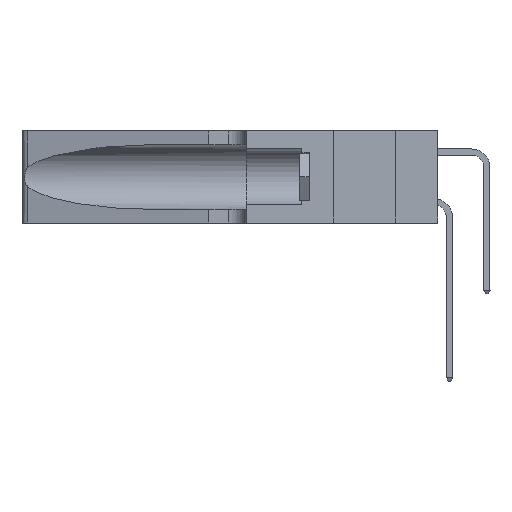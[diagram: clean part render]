
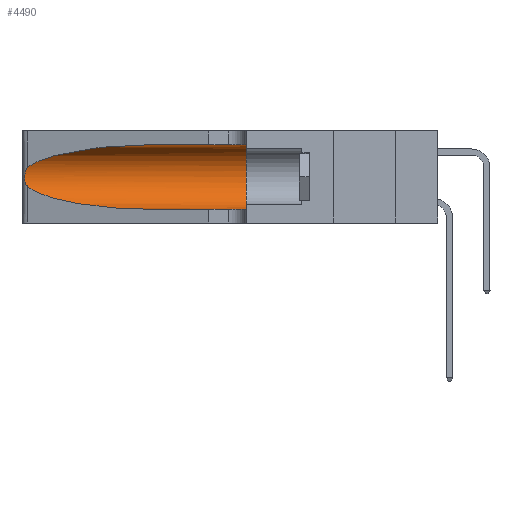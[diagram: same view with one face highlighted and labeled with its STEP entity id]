
A CAD part, left-side view. The second image highlights one B-rep face of the part: STEP entity #4490.
In plain terms, the highlighted cylindrical face has radius 3.308 mm (diameter 6.617 mm), a partial arc.
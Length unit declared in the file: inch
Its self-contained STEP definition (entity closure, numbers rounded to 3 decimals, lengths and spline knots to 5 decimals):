
#309 =( BOUNDED_CURVE ( )  B_SPLINE_CURVE ( 3, ( #5951, #12665, #27887, #14903 ),
 .UNSPECIFIED., .F., .F. ) 
 B_SPLINE_CURVE_WITH_KNOTS ( ( 4, 4 ),
 ( 1.5708, 2.84003 ),
 .UNSPECIFIED. ) 
 CURVE ( )  GEOMETRIC_REPRESENTATION_ITEM ( )  RATIONAL_B_SPLINE_CURVE ( ( 1., 0.87, 0.87, 1. ) ) 
 REPRESENTATION_ITEM ( '' )  );
#439 = EDGE_CURVE ( 'NONE', #3420, #9046, #1206, .T. ) ;
#665 =( BOUNDED_CURVE ( )  B_SPLINE_CURVE ( 3, ( #11591, #24638, #16012, #2699 ),
 .UNSPECIFIED., .F., .F. ) 
 B_SPLINE_CURVE_WITH_KNOTS ( ( 4, 4 ),
 ( 3.44316, 4.71239 ),
 .UNSPECIFIED. ) 
 CURVE ( )  GEOMETRIC_REPRESENTATION_ITEM ( )  RATIONAL_B_SPLINE_CURVE ( ( 1., 0.87, 0.87, 1. ) ) 
 REPRESENTATION_ITEM ( '' )  );
#1125 = EDGE_CURVE ( 'NONE', #11881, #2997, #7061, .T. ) ;
#1196 = ORIENTED_EDGE ( 'NONE', *, *, #1125, .F. ) ;
#1206 = B_SPLINE_CURVE_WITH_KNOTS ( 'NONE', 3,
 ( #21387, #15736, #11805, #28269, #26176, #7420, #27591, #17886, #9586, #10133, #25379, #12339, #7972, #3573 ),
 .UNSPECIFIED., .F., .F.,
 ( 4, 2, 2, 2, 2, 2, 4 ),
 ( 0., 0.00027, 0.00053, 0.00107, 0.0016, 0.00187, 0.00214 ),
 .UNSPECIFIED. ) ;
#1621 = VECTOR ( 'NONE', #1750, 39.37008 ) ;
#1750 = DIRECTION ( 'NONE',  ( 0., -1., 0. ) ) ;
#2646 = EDGE_LOOP ( 'NONE', ( #9035, #4478, #19528, #14502, #1196, #27475 ) ) ;
#2699 = CARTESIAN_POINT ( 'NONE',  ( 0.1305, 0.72297, 0.05475 ) ) ;
#2997 = VERTEX_POINT ( 'NONE', #20740 ) ;
#3420 = VERTEX_POINT ( 'NONE', #24547 ) ;
#3573 = CARTESIAN_POINT ( 'NONE',  ( 0.25487, 1.22718, 0.14631 ) ) ;
#4478 = ORIENTED_EDGE ( 'NONE', *, *, #439, .T. ) ;
#4490 = ADVANCED_FACE ( 'NONE', ( #5795 ), #10354, .F. ) ;
#4618 = VERTEX_POINT ( 'NONE', #12976 ) ;
#5497 = EDGE_CURVE ( 'NONE', #9046, #4618, #665, .T. ) ;
#5795 = FACE_OUTER_BOUND ( 'NONE', #2646, .T. ) ;
#5943 = LINE ( 'NONE', #10442, #17060 ) ;
#5951 = CARTESIAN_POINT ( 'NONE',  ( 0.1305, 0.72297, 0.31525 ) ) ;
#7061 = CIRCLE ( 'NONE', #22408, 0.13025 ) ;
#7420 = CARTESIAN_POINT ( 'NONE',  ( 0.26018, 1.23835, 0.19895 ) ) ;
#7587 = LINE ( 'NONE', #15105, #1621 ) ;
#7972 = CARTESIAN_POINT ( 'NONE',  ( 0.25555, 1.22993, 0.14849 ) ) ;
#8239 = EDGE_CURVE ( 'NONE', #26780, #3420, #309, .T. ) ;
#8330 = DIRECTION ( 'NONE',  ( 0., -1., 0. ) ) ;
#9035 = ORIENTED_EDGE ( 'NONE', *, *, #8239, .T. ) ;
#9046 = VERTEX_POINT ( 'NONE', #13184 ) ;
#9586 = CARTESIAN_POINT ( 'NONE',  ( 0.26017, 1.23833, 0.17102 ) ) ;
#9666 = EDGE_CURVE ( 'NONE', #4618, #2997, #7587, .T. ) ;
#10133 = CARTESIAN_POINT ( 'NONE',  ( 0.25856, 1.23593, 0.16098 ) ) ;
#10354 = CYLINDRICAL_SURFACE ( 'NONE', #22826, 0.13025 ) ;
#10442 = CARTESIAN_POINT ( 'NONE',  ( 0.1305, 1.61858, 0.31525 ) ) ;
#11591 = CARTESIAN_POINT ( 'NONE',  ( 0.25487, 1.22718, 0.14631 ) ) ;
#11805 = CARTESIAN_POINT ( 'NONE',  ( 0.25639, 1.23184, 0.21858 ) ) ;
#11881 = VERTEX_POINT ( 'NONE', #16238 ) ;
#12339 = CARTESIAN_POINT ( 'NONE',  ( 0.25639, 1.23186, 0.15144 ) ) ;
#12504 = DIRECTION ( 'NONE',  ( 0., 1., 0. ) ) ;
#12530 = DIRECTION ( 'NONE',  ( 0., 0., 1. ) ) ;
#12665 = CARTESIAN_POINT ( 'NONE',  ( 0.18966, 0.96281, 0.31525 ) ) ;
#12976 = CARTESIAN_POINT ( 'NONE',  ( 0.1305, 0.72297, 0.05475 ) ) ;
#13184 = CARTESIAN_POINT ( 'NONE',  ( 0.25487, 1.22718, 0.14631 ) ) ;
#14502 = ORIENTED_EDGE ( 'NONE', *, *, #9666, .T. ) ;
#14903 = CARTESIAN_POINT ( 'NONE',  ( 0.25487, 1.22718, 0.22369 ) ) ;
#15105 = CARTESIAN_POINT ( 'NONE',  ( 0.1305, 1.61858, 0.05475 ) ) ;
#15736 = CARTESIAN_POINT ( 'NONE',  ( 0.25555, 1.22994, 0.2215 ) ) ;
#16012 = CARTESIAN_POINT ( 'NONE',  ( 0.18966, 0.96281, 0.05475 ) ) ;
#16109 = CARTESIAN_POINT ( 'NONE',  ( 0.1305, 0.72297, 0.31525 ) ) ;
#16238 = CARTESIAN_POINT ( 'NONE',  ( 0.1305, 0.35, 0.31525 ) ) ;
#17060 = VECTOR ( 'NONE', #23537, 39.37008 ) ;
#17143 = CARTESIAN_POINT ( 'NONE',  ( 0.1305, 1.61858, 0.185 ) ) ;
#17886 = CARTESIAN_POINT ( 'NONE',  ( 0.26075, 1.23896, 0.178 ) ) ;
#19528 = ORIENTED_EDGE ( 'NONE', *, *, #5497, .T. ) ;
#19578 = CARTESIAN_POINT ( 'NONE',  ( 0.1305, 0.35, 0.185 ) ) ;
#20740 = CARTESIAN_POINT ( 'NONE',  ( 0.1305, 0.35, 0.05475 ) ) ;
#21387 = CARTESIAN_POINT ( 'NONE',  ( 0.25487, 1.22718, 0.22369 ) ) ;
#22408 = AXIS2_PLACEMENT_3D ( 'NONE', #19578, #12504, #12530 ) ;
#22826 = AXIS2_PLACEMENT_3D ( 'NONE', #17143, #8330, #23669 ) ;
#23537 = DIRECTION ( 'NONE',  ( 0., -1., 0. ) ) ;
#23669 = DIRECTION ( 'NONE',  ( 0., 0., -1. ) ) ;
#24506 = EDGE_CURVE ( 'NONE', #26780, #11881, #5943, .T. ) ;
#24547 = CARTESIAN_POINT ( 'NONE',  ( 0.25487, 1.22718, 0.22369 ) ) ;
#24638 = CARTESIAN_POINT ( 'NONE',  ( 0.2373, 1.15595, 0.08982 ) ) ;
#25379 = CARTESIAN_POINT ( 'NONE',  ( 0.25789, 1.23486, 0.15765 ) ) ;
#26176 = CARTESIAN_POINT ( 'NONE',  ( 0.25854, 1.2359, 0.20912 ) ) ;
#26780 = VERTEX_POINT ( 'NONE', #16109 ) ;
#27475 = ORIENTED_EDGE ( 'NONE', *, *, #24506, .F. ) ;
#27591 = CARTESIAN_POINT ( 'NONE',  ( 0.26075, 1.23896, 0.19203 ) ) ;
#27887 = CARTESIAN_POINT ( 'NONE',  ( 0.2373, 1.15595, 0.28018 ) ) ;
#28269 = CARTESIAN_POINT ( 'NONE',  ( 0.25787, 1.23484, 0.2124 ) ) ;
